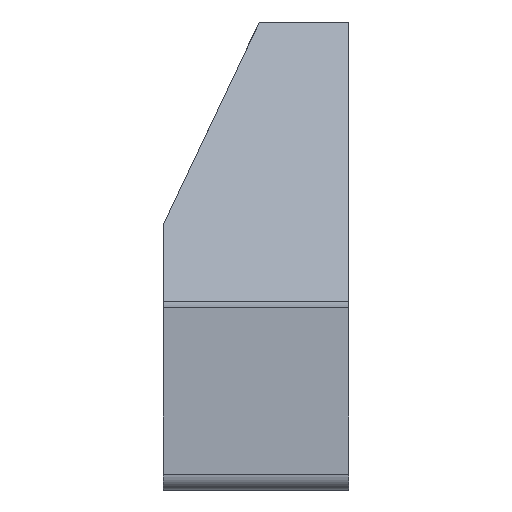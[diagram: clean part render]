
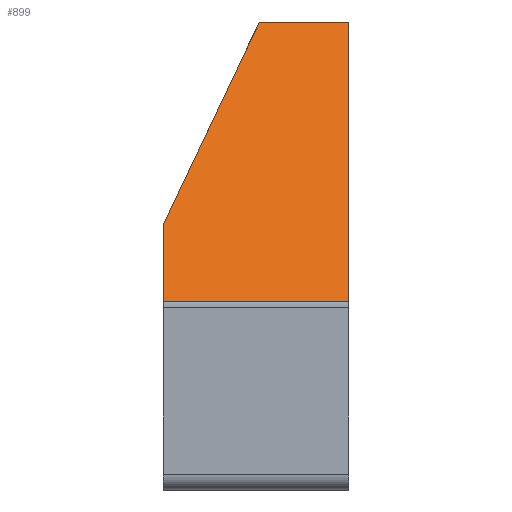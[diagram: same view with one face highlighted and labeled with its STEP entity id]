
A CAD part, left-side view. The second image highlights one B-rep face of the part: STEP entity #899.
In plain terms, the highlighted planar face has unit normal (-0.915, 0, 0.404).
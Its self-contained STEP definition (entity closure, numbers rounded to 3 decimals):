
#43 = DIRECTION ( 'NONE',  ( 0., 1., 0. ) ) ;
#45 = VECTOR ( 'NONE', #997, 1000. ) ;
#166 = VERTEX_POINT ( 'NONE', #1792 ) ;
#187 = EDGE_CURVE ( 'NONE', #1951, #1256, #589, .T. ) ;
#192 = LINE ( 'NONE', #675, #1135 ) ;
#217 = AXIS2_PLACEMENT_3D ( 'NONE', #1639, #471, #1834 ) ;
#348 = CARTESIAN_POINT ( 'NONE',  ( -295.534, 30., -25.279 ) ) ;
#386 = CARTESIAN_POINT ( 'NONE',  ( -290.034, 30., -12.817 ) ) ;
#441 = ORIENTED_EDGE ( 'NONE', *, *, #882, .T. ) ;
#471 = DIRECTION ( 'NONE',  ( 0.915, 0., -0.404 ) ) ;
#539 = EDGE_CURVE ( 'NONE', #1018, #1138, #2501, .T. ) ;
#589 = LINE ( 'NONE', #999, #45 ) ;
#592 = DIRECTION ( 'NONE',  ( 0., -1., 0. ) ) ;
#645 = CARTESIAN_POINT ( 'NONE',  ( -295.534, 30., -25.279 ) ) ;
#675 = CARTESIAN_POINT ( 'NONE',  ( -294.659, 34.982, -23.296 ) ) ;
#825 = VECTOR ( 'NONE', #43, 1000. ) ;
#854 = LINE ( 'NONE', #1623, #825 ) ;
#882 = EDGE_CURVE ( 'NONE', #166, #1138, #192, .T. ) ;
#899 = ADVANCED_FACE ( 'NONE', ( #2001 ), #1078, .F. ) ;
#997 = DIRECTION ( 'NONE',  ( 0.404, 0., 0.915 ) ) ;
#999 = CARTESIAN_POINT ( 'NONE',  ( -295.534, 0., -25.279 ) ) ;
#1018 = VERTEX_POINT ( 'NONE', #1300 ) ;
#1078 = PLANE ( 'NONE',  #217 ) ;
#1121 = DIRECTION ( 'NONE',  ( 0.404, 0., 0.915 ) ) ;
#1135 = VECTOR ( 'NONE', #2457, 1000. ) ;
#1138 = VERTEX_POINT ( 'NONE', #386 ) ;
#1186 = EDGE_LOOP ( 'NONE', ( #2318, #2159, #441, #2373, #2202 ) ) ;
#1256 = VERTEX_POINT ( 'NONE', #1724 ) ;
#1300 = CARTESIAN_POINT ( 'NONE',  ( -295.534, 30., -25.279 ) ) ;
#1331 = CARTESIAN_POINT ( 'NONE',  ( -295.534, 0., -25.279 ) ) ;
#1334 = EDGE_CURVE ( 'NONE', #1018, #1951, #1752, .T. ) ;
#1623 = CARTESIAN_POINT ( 'NONE',  ( -275.602, 30., 19.878 ) ) ;
#1639 = CARTESIAN_POINT ( 'NONE',  ( -295.534, 30., -25.279 ) ) ;
#1724 = CARTESIAN_POINT ( 'NONE',  ( -275.602, 0., 19.878 ) ) ;
#1752 = LINE ( 'NONE', #645, #2161 ) ;
#1792 = CARTESIAN_POINT ( 'NONE',  ( -275.602, 14.455, 19.878 ) ) ;
#1834 = DIRECTION ( 'NONE',  ( -0.404, 0., -0.915 ) ) ;
#1917 = VECTOR ( 'NONE', #1121, 1000. ) ;
#1951 = VERTEX_POINT ( 'NONE', #1331 ) ;
#2001 = FACE_OUTER_BOUND ( 'NONE', #1186, .T. ) ;
#2159 = ORIENTED_EDGE ( 'NONE', *, *, #2433, .T. ) ;
#2161 = VECTOR ( 'NONE', #592, 1000. ) ;
#2202 = ORIENTED_EDGE ( 'NONE', *, *, #1334, .T. ) ;
#2318 = ORIENTED_EDGE ( 'NONE', *, *, #187, .T. ) ;
#2373 = ORIENTED_EDGE ( 'NONE', *, *, #539, .F. ) ;
#2433 = EDGE_CURVE ( 'NONE', #1256, #166, #854, .T. ) ;
#2457 = DIRECTION ( 'NONE',  ( -0.37, 0.399, -0.839 ) ) ;
#2501 = LINE ( 'NONE', #348, #1917 ) ;
